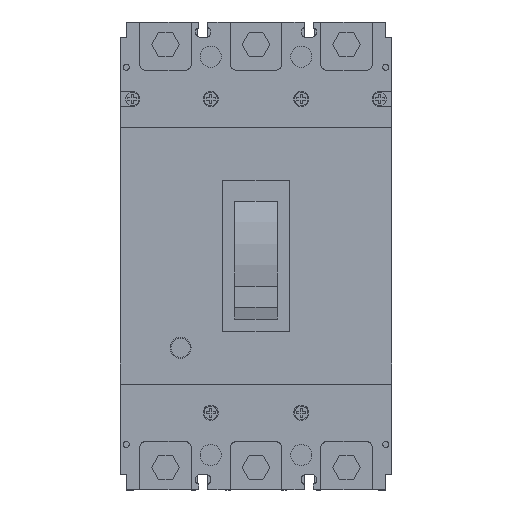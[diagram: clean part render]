
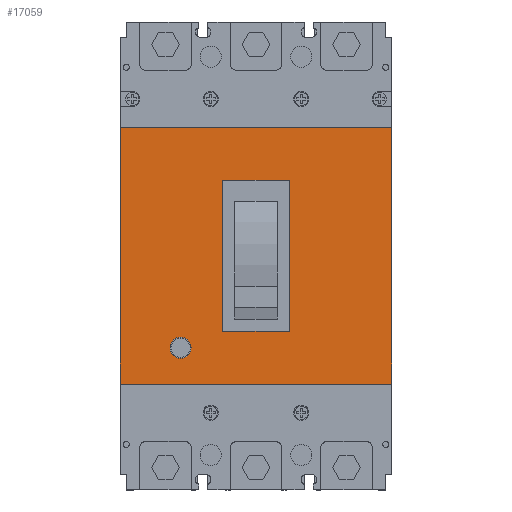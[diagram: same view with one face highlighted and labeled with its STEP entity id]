
A CAD part, top view. The second image highlights one B-rep face of the part: STEP entity #17059.
In plain terms, the highlighted planar face has unit normal (0, 0, 1).
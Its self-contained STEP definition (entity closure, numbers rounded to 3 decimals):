
#176 = CIRCLE ( 'NONE', #20240, 3.5 ) ;
#375 = CARTESIAN_POINT ( 'NONE',  ( 20., 47., 68. ) ) ;
#393 = DIRECTION ( 'NONE',  ( 0., 0., 1. ) ) ;
#394 = DIRECTION ( 'NONE',  ( 1., 0., 0. ) ) ;
#870 = CARTESIAN_POINT ( 'NONE',  ( 0., 35., 68. ) ) ;
#873 = DIRECTION ( 'NONE',  ( 1., 0., 0. ) ) ;
#878 = CARTESIAN_POINT ( 'NONE',  ( 90., 0., 68. ) ) ;
#879 = CARTESIAN_POINT ( 'NONE',  ( 0., 120., 68. ) ) ;
#882 = DIRECTION ( 'NONE',  ( 0., 1., 0. ) ) ;
#889 = CARTESIAN_POINT ( 'NONE',  ( 34., 52.5, 68. ) ) ;
#890 = CARTESIAN_POINT ( 'NONE',  ( 34., 102.5, 68. ) ) ;
#891 = DIRECTION ( 'NONE',  ( -1., 0., 0. ) ) ;
#892 = CARTESIAN_POINT ( 'NONE',  ( 20., 47., 68. ) ) ;
#893 = DIRECTION ( 'NONE',  ( -1., 0., 0. ) ) ;
#894 = DIRECTION ( 'NONE',  ( 0., 0., 1. ) ) ;
#895 = DIRECTION ( 'NONE',  ( 1., 0., 0. ) ) ;
#896 = CARTESIAN_POINT ( 'NONE',  ( 0., 0., 68. ) ) ;
#897 = DIRECTION ( 'NONE',  ( 0., -1., 0. ) ) ;
#898 = CARTESIAN_POINT ( 'NONE',  ( 34., 102.5, 68. ) ) ;
#899 = DIRECTION ( 'NONE',  ( 0., -1., 0. ) ) ;
#900 = CARTESIAN_POINT ( 'NONE',  ( 56., 102.5, 68. ) ) ;
#901 = DIRECTION ( 'NONE',  ( 1., 0., 0. ) ) ;
#903 = DIRECTION ( 'NONE',  ( 0., 1., 0. ) ) ;
#1762 = LINE ( 'NONE', #870, #1767 ) ;
#1767 = VECTOR ( 'NONE', #873, 1000. ) ;
#1768 = LINE ( 'NONE', #878, #1775 ) ;
#1775 = VECTOR ( 'NONE', #882, 1000. ) ;
#1776 = VECTOR ( 'NONE', #897, 1000. ) ;
#1779 = LINE ( 'NONE', #896, #1776 ) ;
#1780 = LINE ( 'NONE', #879, #1784 ) ;
#1782 = LINE ( 'NONE', #890, #1783 ) ;
#1783 = VECTOR ( 'NONE', #891, 1000. ) ;
#1784 = VECTOR ( 'NONE', #893, 1000. ) ;
#1785 = LINE ( 'NONE', #900, #1793 ) ;
#1787 = LINE ( 'NONE', #889, #1791 ) ;
#1788 = CIRCLE ( 'NONE', #20282, 3.5 ) ;
#1789 = LINE ( 'NONE', #898, #1790 ) ;
#1790 = VECTOR ( 'NONE', #899, 1000. ) ;
#1791 = VECTOR ( 'NONE', #901, 1000. ) ;
#1793 = VECTOR ( 'NONE', #903, 1000. ) ;
#2532 = CARTESIAN_POINT ( 'NONE',  ( 0., 120., 68. ) ) ;
#2533 = CARTESIAN_POINT ( 'NONE',  ( 0., 35., 68. ) ) ;
#2534 = CARTESIAN_POINT ( 'NONE',  ( 90., 35., 68. ) ) ;
#2535 = CARTESIAN_POINT ( 'NONE',  ( 90., 120., 68. ) ) ;
#2536 = CARTESIAN_POINT ( 'NONE',  ( 34., 102.5, 68. ) ) ;
#2537 = CARTESIAN_POINT ( 'NONE',  ( 34., 52.5, 68. ) ) ;
#2538 = CARTESIAN_POINT ( 'NONE',  ( 56., 102.5, 68. ) ) ;
#2539 = CARTESIAN_POINT ( 'NONE',  ( 56., 52.5, 68. ) ) ;
#2682 = CARTESIAN_POINT ( 'NONE',  ( 16.5, 47., 68. ) ) ;
#2683 = CARTESIAN_POINT ( 'NONE',  ( 23.5, 47., 68. ) ) ;
#4696 = AXIS2_PLACEMENT_3D ( 'NONE', #7695, #7701, #7702 ) ;
#7695 = CARTESIAN_POINT ( 'NONE',  ( 0., 155., 68. ) ) ;
#7700 = PLANE ( 'NONE',  #4696 ) ;
#7701 = DIRECTION ( 'NONE',  ( 0., 0., -1. ) ) ;
#7702 = DIRECTION ( 'NONE',  ( -1., 0., 0. ) ) ;
#8079 = FACE_BOUND ( 'NONE', #13482, .T. ) ;
#8083 = FACE_OUTER_BOUND ( 'NONE', #13486, .T. ) ;
#8085 = FACE_BOUND ( 'NONE', #13484, .T. ) ;
#12857 = EDGE_CURVE ( 'NONE', #14274, #14275, #176, .T. ) ;
#13078 = EDGE_CURVE ( 'NONE', #14125, #14126, #1762, .T. ) ;
#13082 = EDGE_CURVE ( 'NONE', #14126, #14127, #1768, .T. ) ;
#13086 = EDGE_CURVE ( 'NONE', #14130, #14128, #1782, .T. ) ;
#13087 = EDGE_CURVE ( 'NONE', #14127, #14124, #1780, .T. ) ;
#13088 = EDGE_CURVE ( 'NONE', #14275, #14274, #1788, .T. ) ;
#13089 = EDGE_CURVE ( 'NONE', #14124, #14125, #1779, .T. ) ;
#13090 = EDGE_CURVE ( 'NONE', #14128, #14129, #1789, .T. ) ;
#13091 = EDGE_CURVE ( 'NONE', #14129, #14131, #1787, .T. ) ;
#13092 = EDGE_CURVE ( 'NONE', #14131, #14130, #1785, .T. ) ;
#13482 = EDGE_LOOP ( 'NONE', ( #16187, #16188 ) ) ;
#13484 = EDGE_LOOP ( 'NONE', ( #16193, #16194, #16195, #16196 ) ) ;
#13486 = EDGE_LOOP ( 'NONE', ( #16189, #16190, #16191, #16192 ) ) ;
#14124 = VERTEX_POINT ( 'NONE', #2532 ) ;
#14125 = VERTEX_POINT ( 'NONE', #2533 ) ;
#14126 = VERTEX_POINT ( 'NONE', #2534 ) ;
#14127 = VERTEX_POINT ( 'NONE', #2535 ) ;
#14128 = VERTEX_POINT ( 'NONE', #2536 ) ;
#14129 = VERTEX_POINT ( 'NONE', #2537 ) ;
#14130 = VERTEX_POINT ( 'NONE', #2538 ) ;
#14131 = VERTEX_POINT ( 'NONE', #2539 ) ;
#14274 = VERTEX_POINT ( 'NONE', #2682 ) ;
#14275 = VERTEX_POINT ( 'NONE', #2683 ) ;
#16187 = ORIENTED_EDGE ( 'NONE', *, *, #13088, .F. ) ;
#16188 = ORIENTED_EDGE ( 'NONE', *, *, #12857, .F. ) ;
#16189 = ORIENTED_EDGE ( 'NONE', *, *, #13089, .T. ) ;
#16190 = ORIENTED_EDGE ( 'NONE', *, *, #13078, .T. ) ;
#16191 = ORIENTED_EDGE ( 'NONE', *, *, #13082, .T. ) ;
#16192 = ORIENTED_EDGE ( 'NONE', *, *, #13087, .T. ) ;
#16193 = ORIENTED_EDGE ( 'NONE', *, *, #13090, .F. ) ;
#16194 = ORIENTED_EDGE ( 'NONE', *, *, #13086, .F. ) ;
#16195 = ORIENTED_EDGE ( 'NONE', *, *, #13092, .F. ) ;
#16196 = ORIENTED_EDGE ( 'NONE', *, *, #13091, .F. ) ;
#17059 = ADVANCED_FACE ( 'NONE', ( #8079, #8083, #8085 ), #7700, .F. ) ;
#20240 = AXIS2_PLACEMENT_3D ( 'NONE', #375, #393, #394 ) ;
#20282 = AXIS2_PLACEMENT_3D ( 'NONE', #892, #894, #895 ) ;
